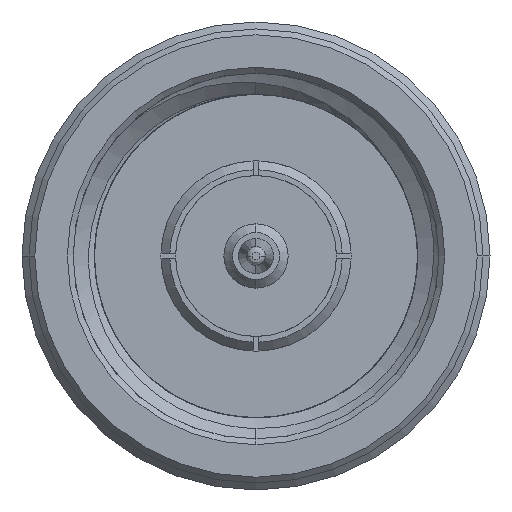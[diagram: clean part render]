
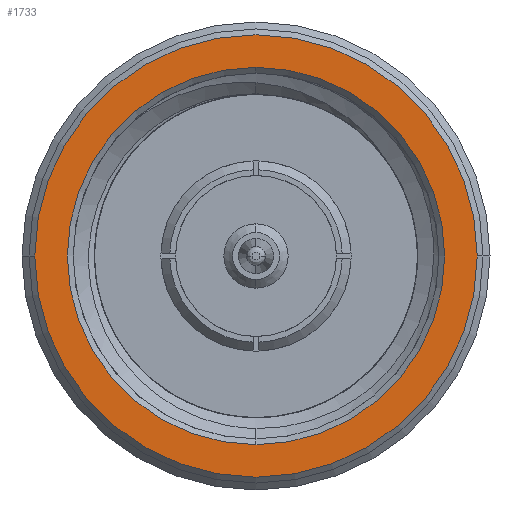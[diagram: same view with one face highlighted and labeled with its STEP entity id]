
A CAD part, left-side view. The second image highlights one B-rep face of the part: STEP entity #1733.
In plain terms, the highlighted planar face has unit normal (-1, 0, 0).
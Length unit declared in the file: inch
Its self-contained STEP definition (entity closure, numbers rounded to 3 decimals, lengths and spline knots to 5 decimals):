
#70 = CARTESIAN_POINT ( 'NONE',  ( 0., 0., 0. ) ) ;
#116 = PLANE ( 'NONE',  #8943 ) ;
#212 = DIRECTION ( 'NONE',  ( -1., 0., 0. ) ) ;
#450 = DIRECTION ( 'NONE',  ( 1., 0., 0. ) ) ;
#807 = EDGE_LOOP ( 'NONE', ( #2638, #5633 ) ) ;
#887 = EDGE_CURVE ( 'NONE', #2514, #7454, #6137, .T. ) ;
#893 = VERTEX_POINT ( 'NONE', #2294 ) ;
#1185 = DIRECTION ( 'NONE',  ( 0., -1., 0. ) ) ;
#1349 = ORIENTED_EDGE ( 'NONE', *, *, #887, .T. ) ;
#1482 = CIRCLE ( 'NONE', #2608, 0.37809 ) ;
#1541 = DIRECTION ( 'NONE',  ( -1., 0., 0. ) ) ;
#1733 = ADVANCED_FACE ( 'NONE', ( #7619, #4727 ), #116, .T. ) ;
#1916 = CARTESIAN_POINT ( 'NONE',  ( 0., 0., 0.3225 ) ) ;
#1925 = CARTESIAN_POINT ( 'NONE',  ( 0., 0., 0. ) ) ;
#2294 = CARTESIAN_POINT ( 'NONE',  ( 0., 0., -0.3225 ) ) ;
#2514 = VERTEX_POINT ( 'NONE', #5849 ) ;
#2608 = AXIS2_PLACEMENT_3D ( 'NONE', #5014, #6507, #6605 ) ;
#2638 = ORIENTED_EDGE ( 'NONE', *, *, #7291, .T. ) ;
#2965 = AXIS2_PLACEMENT_3D ( 'NONE', #7589, #8278, #8234 ) ;
#3263 = AXIS2_PLACEMENT_3D ( 'NONE', #1925, #450, #1185 ) ;
#3506 = EDGE_CURVE ( 'NONE', #893, #5401, #4426, .T. ) ;
#3626 = EDGE_LOOP ( 'NONE', ( #1349, #4393 ) ) ;
#4016 = CARTESIAN_POINT ( 'NONE',  ( 0., 0.38809, 0. ) ) ;
#4393 = ORIENTED_EDGE ( 'NONE', *, *, #7201, .T. ) ;
#4426 = CIRCLE ( 'NONE', #2965, 0.3225 ) ;
#4727 = FACE_OUTER_BOUND ( 'NONE', #3626, .T. ) ;
#5014 = CARTESIAN_POINT ( 'NONE',  ( 0., 0., 0. ) ) ;
#5401 = VERTEX_POINT ( 'NONE', #1916 ) ;
#5633 = ORIENTED_EDGE ( 'NONE', *, *, #3506, .T. ) ;
#5849 = CARTESIAN_POINT ( 'NONE',  ( 0., 0.37809, 0. ) ) ;
#6137 = CIRCLE ( 'NONE', #6292, 0.37809 ) ;
#6215 = DIRECTION ( 'NONE',  ( 0., 1., 0. ) ) ;
#6292 = AXIS2_PLACEMENT_3D ( 'NONE', #70, #1541, #7867 ) ;
#6507 = DIRECTION ( 'NONE',  ( -1., 0., 0. ) ) ;
#6605 = DIRECTION ( 'NONE',  ( 0., -1., 0. ) ) ;
#6775 = CIRCLE ( 'NONE', #3263, 0.3225 ) ;
#7201 = EDGE_CURVE ( 'NONE', #7454, #2514, #1482, .T. ) ;
#7291 = EDGE_CURVE ( 'NONE', #5401, #893, #6775, .T. ) ;
#7454 = VERTEX_POINT ( 'NONE', #9286 ) ;
#7589 = CARTESIAN_POINT ( 'NONE',  ( 0., 0., 0. ) ) ;
#7619 = FACE_BOUND ( 'NONE', #807, .T. ) ;
#7867 = DIRECTION ( 'NONE',  ( 0., -1., 0. ) ) ;
#8234 = DIRECTION ( 'NONE',  ( 0., -1., 0. ) ) ;
#8278 = DIRECTION ( 'NONE',  ( 1., 0., 0. ) ) ;
#8943 = AXIS2_PLACEMENT_3D ( 'NONE', #4016, #212, #6215 ) ;
#9286 = CARTESIAN_POINT ( 'NONE',  ( 0., -0.37809, 0. ) ) ;
